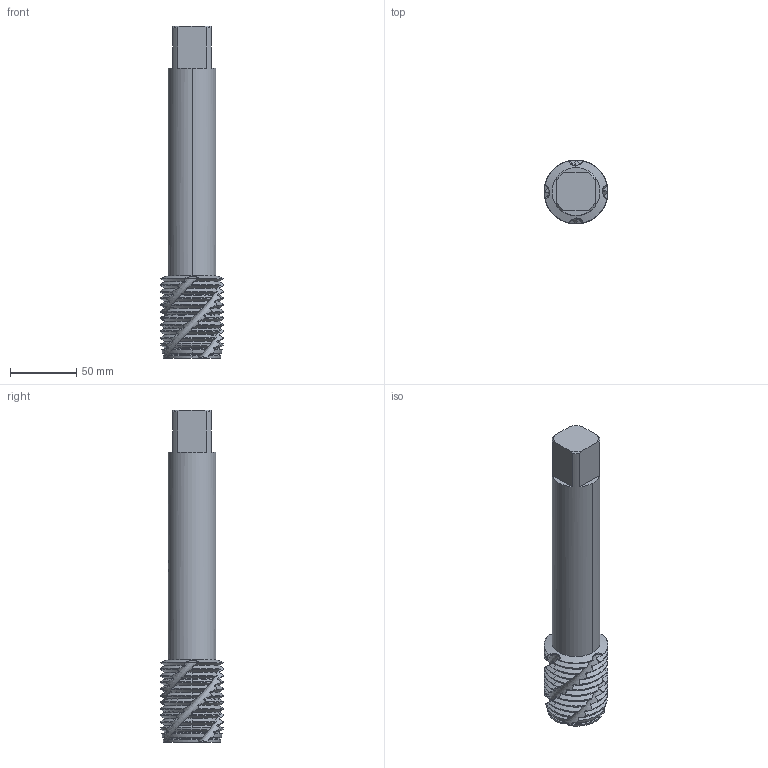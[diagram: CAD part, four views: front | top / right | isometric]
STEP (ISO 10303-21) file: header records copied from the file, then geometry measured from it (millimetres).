
FILE_DESCRIPTION(('no description'),'unknown implementation level');
FILE_NAME('solidvF718HAKOxs4BBaocKRfchW5le4_1.STP',' ',('CIM GmbH Aachen'),('CADClick - KiM GmbH - www.kimweb.de'),'unknown preprocess','ACIS','unknown authorization');
FILE_SCHEMA(('automotive_design'));
Length unit declared in the file: millimetre
Products named in the file (2): 1; 2
Bounding box: 48 x 48 x 250 mm (x, y, z)
Volume: 277968.3 mm3; surface area: 53341.5 mm2
Topology: 2 solids, 2 shells, 327 faces, 931 edges, 608 vertices
Faces by surface type: cone 162, cylinder 136, plane 17, bspline 8, revolution 4
Entity records: 28696 total; most frequent: CARTESIAN_POINT 10423, STYLED_ITEM 1868, PRESENTATION_STYLE_ASSIGNMENT 1868, COLOUR_RGB 1868, ORIENTED_EDGE 1862, DIRECTION 1473, EDGE_CURVE 931, CURVE_STYLE 931
